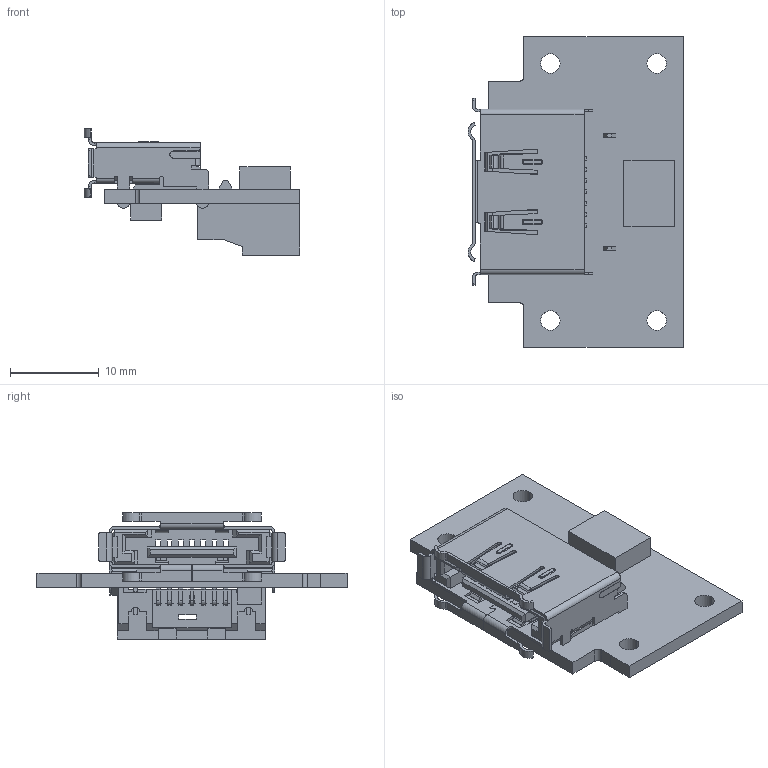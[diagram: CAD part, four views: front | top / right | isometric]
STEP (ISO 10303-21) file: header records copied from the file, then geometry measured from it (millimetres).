
FILE_DESCRIPTION(/* description */ ('VariCAD 2015-1.08 AP-214'),/* implementation_level */ '2;1');
FILE_NAME(/* name */ '0353-00-31.stp',/* time_stamp */ '2015-06-29T16:31:46-06:00',/* author */ (''),/* organization */ (''),/* preprocessor_version */ 'ST-DEVELOPER v14',/* originating_system */ 'VariCAD 2015-1.08; kernel version (20130303)',/* authorisation */ '');
FILE_SCHEMA (('AUTOMOTIVE_DESIGN'));
Length unit declared in the file: millimetre
Products named in the file (2): 0353-00-31
Assembly tree (1 placements, depth 2):
  0353-00-31
    0353-00-31
Bounding box: 24.38 x 35 x 14.25 mm (x, y, z)
Volume: 2333.1 mm3; surface area: 4704.7 mm2
Topology: 1 solids, 1 shells, 1342 faces, 3968 edges, 2552 vertices
Faces by surface type: plane 1099, cylinder 205, bspline 16, torus 16, cone 6
Entity records: 44658 total; most frequent: CARTESIAN_POINT 8410, ORIENTED_EDGE 7936, DIRECTION 6996, EDGE_CURVE 3968, LINE 3520, VECTOR 3520, VERTEX_POINT 2552, AXIS2_PLACEMENT_3D 1738
